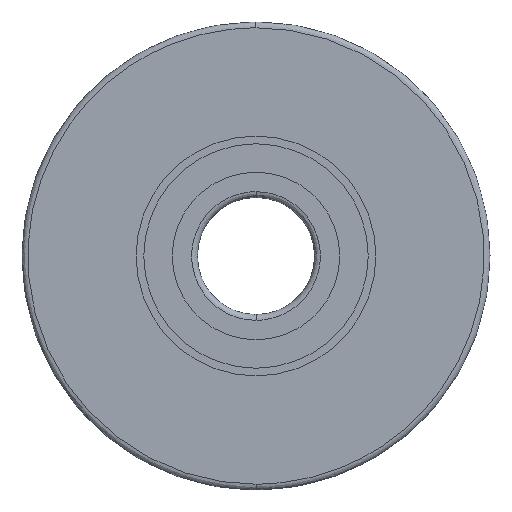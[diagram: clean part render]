
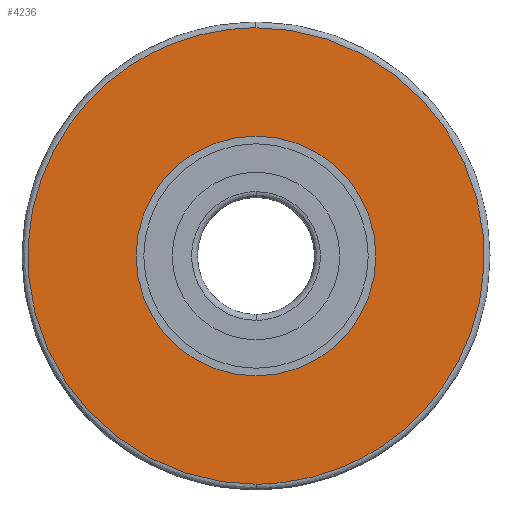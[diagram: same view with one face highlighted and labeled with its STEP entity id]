
A CAD part, left-side view. The second image highlights one B-rep face of the part: STEP entity #4236.
In plain terms, the highlighted planar face has unit normal (-1, 0, 0).
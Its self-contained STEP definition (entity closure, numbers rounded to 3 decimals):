
#35 = CARTESIAN_POINT ( 'NONE',  ( -10., 0., 0. ) ) ;
#241 = CIRCLE ( 'NONE', #1313, 20.5 ) ;
#363 = DIRECTION ( 'NONE',  ( 0., 0., 1. ) ) ;
#395 = CARTESIAN_POINT ( 'NONE',  ( -10., 0., -39. ) ) ;
#424 = EDGE_CURVE ( 'NONE', #2230, #916, #1739, .T. ) ;
#511 = EDGE_CURVE ( 'NONE', #3538, #4440, #3136, .T. ) ;
#513 = EDGE_LOOP ( 'NONE', ( #578, #866 ) ) ;
#531 = CARTESIAN_POINT ( 'NONE',  ( -10., -78., -39. ) ) ;
#568 = ORIENTED_EDGE ( 'NONE', *, *, #424, .F. ) ;
#578 = ORIENTED_EDGE ( 'NONE', *, *, #4248, .T. ) ;
#627 = AXIS2_PLACEMENT_3D ( 'NONE', #3710, #2616, #2599 ) ;
#816 = CARTESIAN_POINT ( 'NONE',  ( -10., 20.5, 0. ) ) ;
#866 = ORIENTED_EDGE ( 'NONE', *, *, #511, .T. ) ;
#879 = EDGE_LOOP ( 'NONE', ( #568, #2650 ) ) ;
#916 = VERTEX_POINT ( 'NONE', #1080 ) ;
#980 = PLANE ( 'NONE',  #1085 ) ;
#1054 = DIRECTION ( 'NONE',  ( 0., 1., 0. ) ) ;
#1080 = CARTESIAN_POINT ( 'NONE',  ( -10., 0., 39. ) ) ;
#1085 = AXIS2_PLACEMENT_3D ( 'NONE', #3110, #4126, #363 ) ;
#1097 = DIRECTION ( 'NONE',  ( 1., 0., 0. ) ) ;
#1226 =( BOUNDED_CURVE ( )  B_SPLINE_CURVE ( 3, ( #2932, #3593, #531, #1886 ),
 .UNSPECIFIED., .F., .T. ) 
 B_SPLINE_CURVE_WITH_KNOTS ( ( 4, 4 ),
 ( 0.25, 0.75 ),
 .UNSPECIFIED. ) 
 CURVE ( )  GEOMETRIC_REPRESENTATION_ITEM ( )  RATIONAL_B_SPLINE_CURVE ( ( 1., 0.333, 0.333, 1. ) ) 
 REPRESENTATION_ITEM ( '' )  );
#1238 = CARTESIAN_POINT ( 'NONE',  ( -10., 0., 39. ) ) ;
#1313 = AXIS2_PLACEMENT_3D ( 'NONE', #35, #1097, #1054 ) ;
#1340 = EDGE_CURVE ( 'NONE', #916, #2230, #1226, .T. ) ;
#1545 = CARTESIAN_POINT ( 'NONE',  ( -10., 0., -39. ) ) ;
#1739 =( BOUNDED_CURVE ( )  B_SPLINE_CURVE ( 3, ( #1545, #1880, #3238, #1238 ),
 .UNSPECIFIED., .F., .T. ) 
 B_SPLINE_CURVE_WITH_KNOTS ( ( 4, 4 ),
 ( 0.75, 1.25 ),
 .UNSPECIFIED. ) 
 CURVE ( )  GEOMETRIC_REPRESENTATION_ITEM ( )  RATIONAL_B_SPLINE_CURVE ( ( 1., 0.333, 0.333, 1. ) ) 
 REPRESENTATION_ITEM ( '' )  );
#1880 = CARTESIAN_POINT ( 'NONE',  ( -10., 78., -39. ) ) ;
#1886 = CARTESIAN_POINT ( 'NONE',  ( -10., 0., -39. ) ) ;
#2230 = VERTEX_POINT ( 'NONE', #395 ) ;
#2599 = DIRECTION ( 'NONE',  ( 0., 1., 0. ) ) ;
#2616 = DIRECTION ( 'NONE',  ( 1., 0., 0. ) ) ;
#2650 = ORIENTED_EDGE ( 'NONE', *, *, #1340, .F. ) ;
#2745 = FACE_OUTER_BOUND ( 'NONE', #879, .T. ) ;
#2932 = CARTESIAN_POINT ( 'NONE',  ( -10., 0., 39. ) ) ;
#3110 = CARTESIAN_POINT ( 'NONE',  ( -10., 29.75, 0. ) ) ;
#3136 = CIRCLE ( 'NONE', #627, 20.5 ) ;
#3238 = CARTESIAN_POINT ( 'NONE',  ( -10., 78., 39. ) ) ;
#3538 = VERTEX_POINT ( 'NONE', #3732 ) ;
#3593 = CARTESIAN_POINT ( 'NONE',  ( -10., -78., 39. ) ) ;
#3710 = CARTESIAN_POINT ( 'NONE',  ( -10., 0., 0. ) ) ;
#3732 = CARTESIAN_POINT ( 'NONE',  ( -10., -20.5, 0. ) ) ;
#3957 = FACE_BOUND ( 'NONE', #513, .T. ) ;
#4126 = DIRECTION ( 'NONE',  ( -1., 0., 0. ) ) ;
#4236 = ADVANCED_FACE ( 'NONE', ( #3957, #2745 ), #980, .T. ) ;
#4248 = EDGE_CURVE ( 'NONE', #4440, #3538, #241, .T. ) ;
#4440 = VERTEX_POINT ( 'NONE', #816 ) ;
